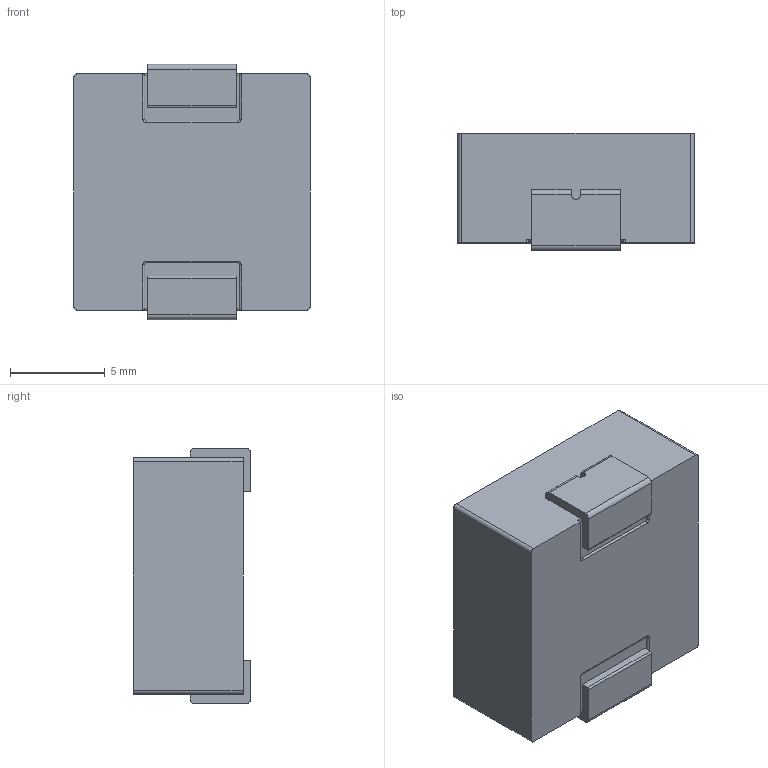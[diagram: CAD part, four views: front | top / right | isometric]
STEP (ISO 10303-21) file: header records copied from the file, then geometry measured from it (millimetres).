
FILE_DESCRIPTION (( 'STEP AP203' ), '1' );
FILE_NAME ('PA4343-Shape2.STEP', '2021-05-13T05:49:17', ( '' ), ( '' ), 'SwSTEP 2.0', 'SolidWorks 2015', '' );
FILE_SCHEMA (( 'CONFIG_CONTROL_DESIGN' ));
Length unit declared in the file: millimetre
Products named in the file (1): PA4343-Shape2
Bounding box: 12.5 x 6.2 x 13.5 mm (x, y, z)
Volume: 926.5 mm3; surface area: 628.2 mm2
Topology: 1 solids, 1 shells, 170 faces, 472 edges, 312 vertices
Faces by surface type: plane 92, bspline 46, cylinder 28, torus 4
Entity records: 5745 total; most frequent: CARTESIAN_POINT 1609, ORIENTED_EDGE 944, DIRECTION 670, EDGE_CURVE 472, VECTOR 324, LINE 324, VERTEX_POINT 312, EDGE_LOOP 178
